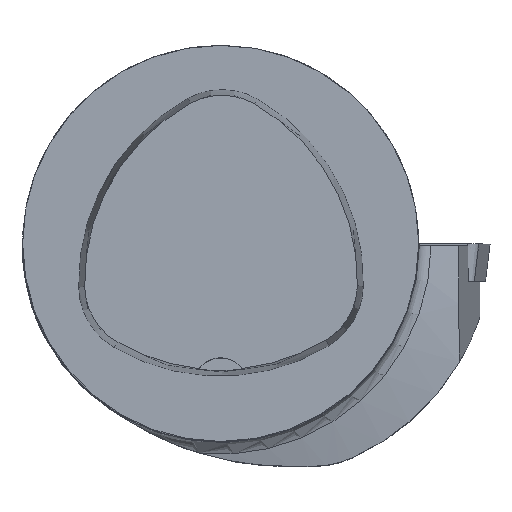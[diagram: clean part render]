
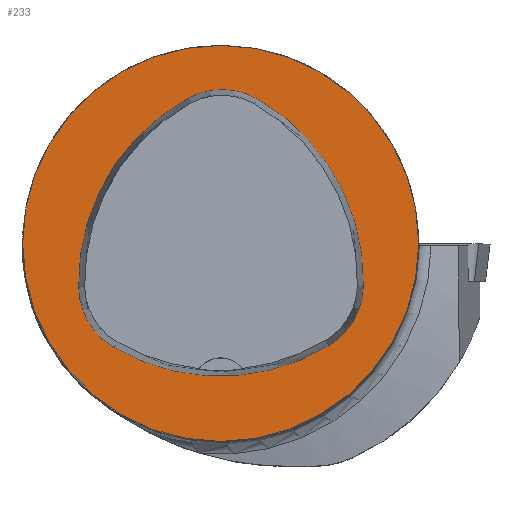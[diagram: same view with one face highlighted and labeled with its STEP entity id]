
A CAD part, top view. The second image highlights one B-rep face of the part: STEP entity #233.
In plain terms, the highlighted planar face has unit normal (0, 0, 1).
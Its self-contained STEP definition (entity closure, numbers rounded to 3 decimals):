
#233=ADVANCED_FACE('',(#446,#447),#276,.T.);
#276=PLANE('',#1325);
#446=FACE_BOUND('',#504,.T.);
#447=FACE_BOUND('',#505,.T.);
#504=EDGE_LOOP('',(#740,#741,#742,#743,#744,#745));
#505=EDGE_LOOP('',(#746));
#740=ORIENTED_EDGE('',*,*,#1073,.F.);
#741=ORIENTED_EDGE('',*,*,#1068,.F.);
#742=ORIENTED_EDGE('',*,*,#1063,.F.);
#743=ORIENTED_EDGE('',*,*,#1060,.F.);
#744=ORIENTED_EDGE('',*,*,#1057,.F.);
#745=ORIENTED_EDGE('',*,*,#1053,.F.);
#746=ORIENTED_EDGE('',*,*,#1043,.T.);
#915=VERTEX_POINT('',#2112);
#924=VERTEX_POINT('',#2132);
#925=VERTEX_POINT('',#2133);
#928=VERTEX_POINT('',#2141);
#930=VERTEX_POINT('',#2147);
#932=VERTEX_POINT('',#2153);
#936=VERTEX_POINT('',#2166);
#1043=EDGE_CURVE('',#915,#915,#1123,.T.);
#1053=EDGE_CURVE('',#924,#925,#1124,.T.);
#1057=EDGE_CURVE('',#925,#928,#1126,.T.);
#1060=EDGE_CURVE('',#928,#930,#1128,.T.);
#1063=EDGE_CURVE('',#930,#932,#1130,.T.);
#1068=EDGE_CURVE('',#932,#936,#1133,.T.);
#1073=EDGE_CURVE('',#936,#924,#1136,.T.);
#1123=CIRCLE('',#1296,50.);
#1124=CIRCLE('',#1303,53.);
#1126=CIRCLE('',#1306,18.);
#1128=CIRCLE('',#1309,53.);
#1130=CIRCLE('',#1312,18.);
#1133=CIRCLE('',#1316,53.);
#1136=CIRCLE('',#1320,18.);
#1296=AXIS2_PLACEMENT_3D('',#2111,#1541,#1542);
#1303=AXIS2_PLACEMENT_3D('',#2131,#1559,#1560);
#1306=AXIS2_PLACEMENT_3D('',#2140,#1567,#1568);
#1309=AXIS2_PLACEMENT_3D('',#2146,#1574,#1575);
#1312=AXIS2_PLACEMENT_3D('',#2152,#1581,#1582);
#1316=AXIS2_PLACEMENT_3D('',#2165,#1590,#1591);
#1320=AXIS2_PLACEMENT_3D('',#2178,#1599,#1600);
#1325=AXIS2_PLACEMENT_3D('',#2183,#1609,#1610);
#1541=DIRECTION('',(0.,0.,1.));
#1542=DIRECTION('',(1.,0.,0.));
#1559=DIRECTION('',(0.,0.,1.));
#1560=DIRECTION('',(1.,0.,0.));
#1567=DIRECTION('',(0.,0.,1.));
#1568=DIRECTION('',(1.,0.,0.));
#1574=DIRECTION('',(0.,0.,1.));
#1575=DIRECTION('',(1.,0.,0.));
#1581=DIRECTION('',(0.,0.,1.));
#1582=DIRECTION('',(1.,0.,0.));
#1590=DIRECTION('',(0.,0.,1.));
#1591=DIRECTION('',(1.,0.,0.));
#1599=DIRECTION('',(0.,0.,1.));
#1600=DIRECTION('',(1.,0.,0.));
#1609=DIRECTION('',(0.,0.,1.));
#1610=DIRECTION('',(-1.,0.,0.));
#2111=CARTESIAN_POINT('',(0.,0.,0.));
#2112=CARTESIAN_POINT('',(50.,0.,0.));
#2131=CARTESIAN_POINT('',(-16.978,-9.621,0.));
#2132=CARTESIAN_POINT('',(36.009,-10.801,0.));
#2133=CARTESIAN_POINT('',(9.238,36.441,0.));
#2140=CARTESIAN_POINT('',(0.334,20.797,0.));
#2141=CARTESIAN_POINT('',(-8.312,36.585,0.));
#2146=CARTESIAN_POINT('',(17.147,-9.9,0.));
#2147=CARTESIAN_POINT('',(-35.839,-11.094,0.));
#2152=CARTESIAN_POINT('',(-17.844,-10.688,0.));
#2153=CARTESIAN_POINT('',(-26.94,-26.221,0.));
#2165=CARTESIAN_POINT('',(-0.157,19.514,0.));
#2166=CARTESIAN_POINT('',(27.358,-25.784,0.));
#2178=CARTESIAN_POINT('',(18.013,-10.4,0.));
#2183=CARTESIAN_POINT('',(0.,0.,0.));
